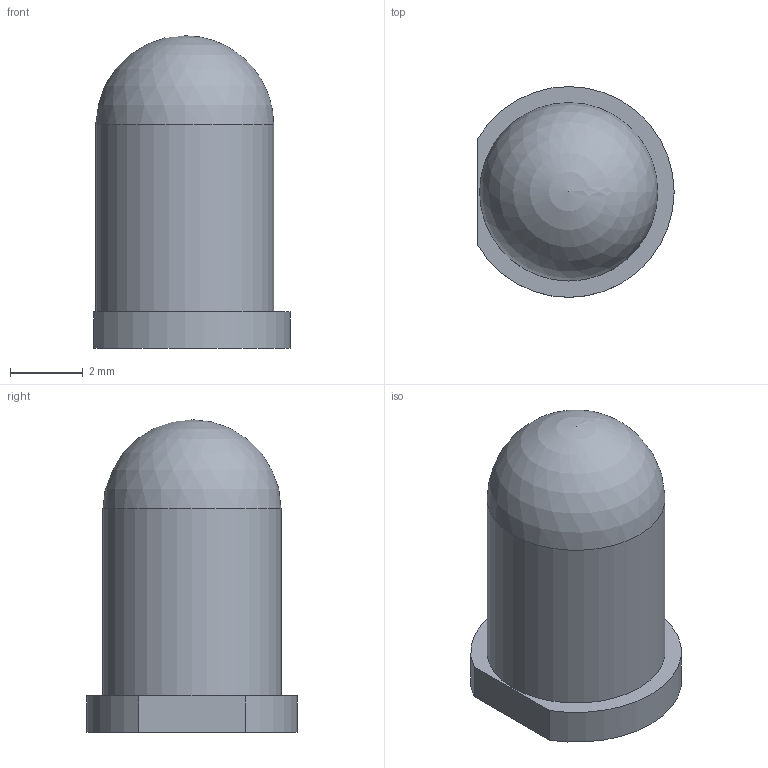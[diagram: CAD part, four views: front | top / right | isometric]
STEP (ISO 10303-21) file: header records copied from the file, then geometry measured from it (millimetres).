
FILE_DESCRIPTION(('FreeCAD Model'),'2;1');
FILE_NAME('Open CASCADE Shape Model','2023-12-07T19:00:00',(''),(''), 'Open CASCADE STEP processor 7.6','FreeCAD','Unknown');
FILE_SCHEMA(('AUTOMOTIVE_DESIGN { 1 0 10303 214 1 1 1 1 }'));
Length unit declared in the file: millimetre
Products named in the file (1): Cut
Bounding box: 5.4 x 5.8 x 8.6 mm (x, y, z)
Volume: 153.5 mm3; surface area: 167.5 mm2
Topology: 1 solids, 1 shells, 6 faces, 11 edges, 7 vertices
Faces by surface type: plane 3, cylinder 2, sphere 1
Full cylindrical faces by diameter (mm): 4.9 x1
Entity records: 171 total; most frequent: DIRECTION 29, CARTESIAN_POINT 24, ORIENTED_EDGE 20, AXIS2_PLACEMENT_3D 12, EDGE_CURVE 10, FACE_BOUND 7, EDGE_LOOP 7, VERTEX_POINT 7
